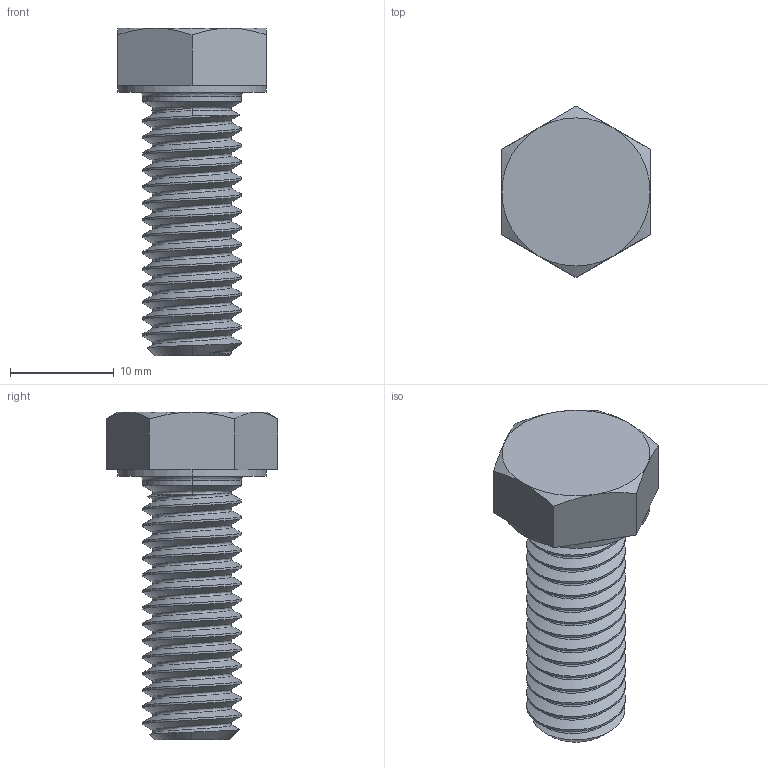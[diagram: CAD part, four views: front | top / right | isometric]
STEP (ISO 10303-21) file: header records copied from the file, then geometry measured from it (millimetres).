
FILE_DESCRIPTION (( 'STEP AP214' ), '1' );
FILE_NAME ('B00137CK9S.3D.STP', '2013-07-24T17:57:12', ( '' ), ( '' ), 'SwSTEP 2.0', 'SolidWorks 2012', '' );
FILE_SCHEMA (( 'AUTOMOTIVE_DESIGN' ));
Length unit declared in the file: inch
Products named in the file (1): B00137CK9S.3D
Bounding box: 14.27 x 16.48 x 31.57 mm (x, y, z)
Volume: 2528.7 mm3; surface area: 1748 mm2
Topology: 1 solids, 1 shells, 70 faces, 177 edges, 110 vertices
Faces by surface type: cylinder 33, cone 15, plane 15, bspline 7
Entity records: 6290 total; most frequent: CARTESIAN_POINT 4800, ORIENTED_EDGE 354, DIRECTION 255, EDGE_CURVE 177, VERTEX_POINT 110, AXIS2_PLACEMENT_3D 98, EDGE_LOOP 71, FACE_OUTER_BOUND 70
